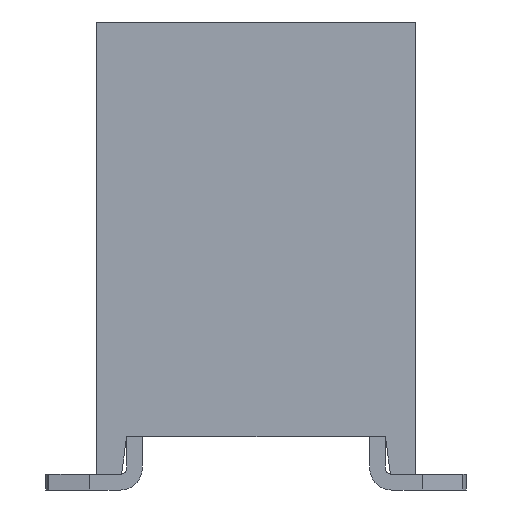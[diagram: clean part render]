
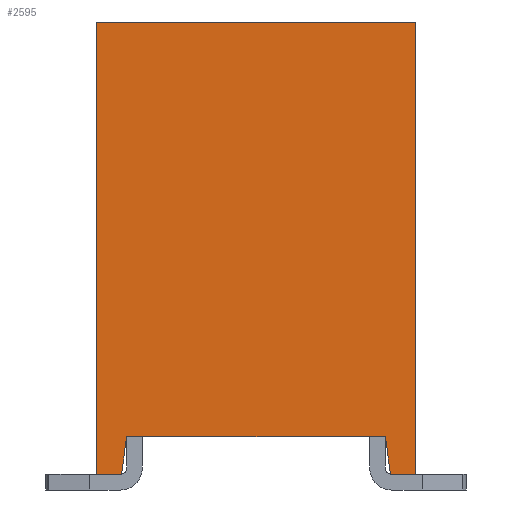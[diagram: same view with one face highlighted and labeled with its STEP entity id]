
A CAD part, left-side view. The second image highlights one B-rep face of the part: STEP entity #2595.
In plain terms, the highlighted planar face has unit normal (-1, 0, 0).
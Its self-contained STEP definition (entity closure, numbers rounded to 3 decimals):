
#2214=CARTESIAN_POINT('',(-7.87,-2.14,-3.6));
#2215=VERTEX_POINT('',#2214);
#2230=CARTESIAN_POINT('',(-7.87,-2.54,-3.6));
#2231=VERTEX_POINT('',#2230);
#2238=CARTESIAN_POINT('',(-7.87,-2.54,-3.6));
#2239=DIRECTION('',(-0.,1.,0.));
#2240=VECTOR('',#2239,0.4);
#2241=LINE('',#2238,#2240);
#2242=EDGE_CURVE('',#2231,#2215,#2241,.T.);
#2292=CARTESIAN_POINT('',(-7.87,-2.54,3.6));
#2293=VERTEX_POINT('',#2292);
#2294=CARTESIAN_POINT('',(-7.87,-2.54,-3.6));
#2295=DIRECTION('',(0.,-0.,1.));
#2296=VECTOR('',#2295,7.2);
#2297=LINE('',#2294,#2296);
#2298=EDGE_CURVE('',#2231,#2293,#2297,.T.);
#2524=CARTESIAN_POINT('',(-7.87,2.14,-3.6));
#2525=VERTEX_POINT('',#2524);
#2532=CARTESIAN_POINT('',(-7.87,2.54,-3.6));
#2533=VERTEX_POINT('',#2532);
#2534=CARTESIAN_POINT('',(-7.87,2.14,-3.6));
#2535=DIRECTION('',(-0.,1.,0.));
#2536=VECTOR('',#2535,0.4);
#2537=LINE('',#2534,#2536);
#2538=EDGE_CURVE('',#2525,#2533,#2537,.T.);
#2549=CARTESIAN_POINT('',(-7.87,-2.54,-3.6));
#2550=DIRECTION('',(-1.,0.,0.));
#2551=DIRECTION('',(0.,0.,1.));
#2552=AXIS2_PLACEMENT_3D('',#2549,#2550,#2551);
#2553=PLANE('',#2552);
#2554=CARTESIAN_POINT('',(-7.87,2.06,-3.));
#2555=VERTEX_POINT('',#2554);
#2556=CARTESIAN_POINT('',(-7.87,2.06,-3.));
#2557=DIRECTION('',(0.,0.132,-0.991));
#2558=VECTOR('',#2557,0.605);
#2559=LINE('',#2556,#2558);
#2560=EDGE_CURVE('',#2555,#2525,#2559,.T.);
#2561=ORIENTED_EDGE('',*,*,#2560,.F.);
#2562=CARTESIAN_POINT('',(-7.87,-2.06,-3.));
#2563=VERTEX_POINT('',#2562);
#2564=CARTESIAN_POINT('',(-7.87,-2.06,-3.));
#2565=DIRECTION('',(0.,1.,-0.));
#2566=VECTOR('',#2565,4.12);
#2567=LINE('',#2564,#2566);
#2568=EDGE_CURVE('',#2563,#2555,#2567,.T.);
#2569=ORIENTED_EDGE('',*,*,#2568,.F.);
#2570=CARTESIAN_POINT('',(-7.87,-2.14,-3.6));
#2571=DIRECTION('',(0.,0.132,0.991));
#2572=VECTOR('',#2571,0.605);
#2573=LINE('',#2570,#2572);
#2574=EDGE_CURVE('',#2215,#2563,#2573,.T.);
#2575=ORIENTED_EDGE('',*,*,#2574,.F.);
#2576=ORIENTED_EDGE('',*,*,#2242,.F.);
#2577=ORIENTED_EDGE('',*,*,#2298,.T.);
#2578=CARTESIAN_POINT('',(-7.87,2.54,3.6));
#2579=VERTEX_POINT('',#2578);
#2580=CARTESIAN_POINT('',(-7.87,-2.54,3.6));
#2581=DIRECTION('',(-0.,1.,0.));
#2582=VECTOR('',#2581,5.08);
#2583=LINE('',#2580,#2582);
#2584=EDGE_CURVE('',#2293,#2579,#2583,.T.);
#2585=ORIENTED_EDGE('',*,*,#2584,.T.);
#2586=CARTESIAN_POINT('',(-7.87,2.54,-3.6));
#2587=DIRECTION('',(0.,-0.,1.));
#2588=VECTOR('',#2587,7.2);
#2589=LINE('',#2586,#2588);
#2590=EDGE_CURVE('',#2533,#2579,#2589,.T.);
#2591=ORIENTED_EDGE('',*,*,#2590,.F.);
#2592=ORIENTED_EDGE('',*,*,#2538,.F.);
#2593=EDGE_LOOP('',(#2561,#2569,#2575,#2576,#2577,#2585,#2591,#2592));
#2594=FACE_BOUND('',#2593,.T.);
#2595=ADVANCED_FACE('',(#2594),#2553,.T.);
